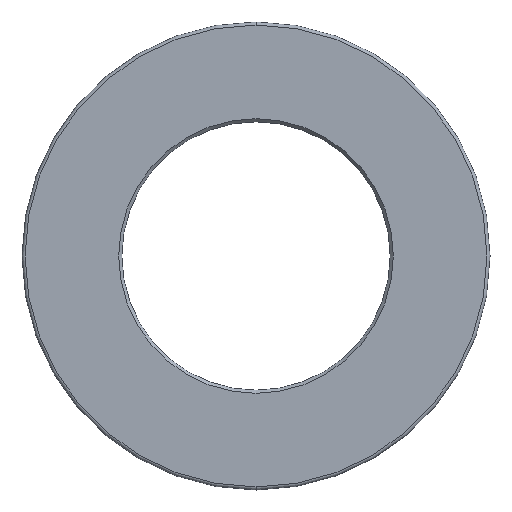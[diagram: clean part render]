
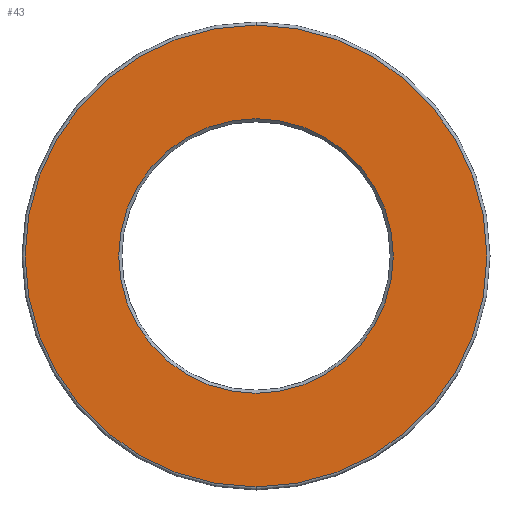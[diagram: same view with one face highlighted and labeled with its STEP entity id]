
A CAD part, front view. The second image highlights one B-rep face of the part: STEP entity #43.
In plain terms, the highlighted planar face has unit normal (0, -1, 0).
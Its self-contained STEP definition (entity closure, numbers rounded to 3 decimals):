
#4 = DIRECTION ( 'NONE',  ( 0., 0., -1. ) ) ;
#15 = DIRECTION ( 'NONE',  ( 0., -1., 0. ) ) ;
#28 = DIRECTION ( 'NONE',  ( 0., 0., -1. ) ) ;
#43 = ADVANCED_FACE ( 'NONE', ( #455, #332 ), #364, .T. ) ;
#45 = CIRCLE ( 'NONE', #103, 14.8 ) ;
#51 = CARTESIAN_POINT ( 'NONE',  ( 0., 0., 0. ) ) ;
#61 = EDGE_CURVE ( 'NONE', #151, #228, #45, .T. ) ;
#62 = AXIS2_PLACEMENT_3D ( 'NONE', #468, #15, #287 ) ;
#65 = EDGE_CURVE ( 'NONE', #284, #203, #460, .T. ) ;
#81 = EDGE_LOOP ( 'NONE', ( #245, #137 ) ) ;
#100 = DIRECTION ( 'NONE',  ( 0., 1., 0. ) ) ;
#103 = AXIS2_PLACEMENT_3D ( 'NONE', #51, #273, #236 ) ;
#137 = ORIENTED_EDGE ( 'NONE', *, *, #65, .T. ) ;
#151 = VERTEX_POINT ( 'NONE', #289 ) ;
#156 = CARTESIAN_POINT ( 'NONE',  ( 0., 0., 0. ) ) ;
#203 = VERTEX_POINT ( 'NONE', #219 ) ;
#219 = CARTESIAN_POINT ( 'NONE',  ( 0., 0., -8.8 ) ) ;
#221 = CARTESIAN_POINT ( 'NONE',  ( 0., 0., -14.8 ) ) ;
#228 = VERTEX_POINT ( 'NONE', #221 ) ;
#229 = ORIENTED_EDGE ( 'NONE', *, *, #310, .T. ) ;
#231 = ORIENTED_EDGE ( 'NONE', *, *, #61, .T. ) ;
#236 = DIRECTION ( 'NONE',  ( 0., 0., -1. ) ) ;
#240 = CIRCLE ( 'NONE', #386, 14.8 ) ;
#245 = ORIENTED_EDGE ( 'NONE', *, *, #285, .T. ) ;
#258 = CARTESIAN_POINT ( 'NONE',  ( 0., 0., 0. ) ) ;
#272 = DIRECTION ( 'NONE',  ( 0., -1., 0. ) ) ;
#273 = DIRECTION ( 'NONE',  ( 0., -1., 0. ) ) ;
#280 = EDGE_LOOP ( 'NONE', ( #229, #231 ) ) ;
#284 = VERTEX_POINT ( 'NONE', #382 ) ;
#285 = EDGE_CURVE ( 'NONE', #203, #284, #355, .T. ) ;
#287 = DIRECTION ( 'NONE',  ( 0., 0., -1. ) ) ;
#289 = CARTESIAN_POINT ( 'NONE',  ( 0., 0., 14.8 ) ) ;
#310 = EDGE_CURVE ( 'NONE', #228, #151, #240, .T. ) ;
#332 = FACE_BOUND ( 'NONE', #81, .T. ) ;
#353 = DIRECTION ( 'NONE',  ( 0., 1., 0. ) ) ;
#355 = CIRCLE ( 'NONE', #403, 8.8 ) ;
#364 = PLANE ( 'NONE',  #62 ) ;
#382 = CARTESIAN_POINT ( 'NONE',  ( 0., 0., 8.8 ) ) ;
#386 = AXIS2_PLACEMENT_3D ( 'NONE', #156, #272, #4 ) ;
#399 = DIRECTION ( 'NONE',  ( 0., 0., -1. ) ) ;
#403 = AXIS2_PLACEMENT_3D ( 'NONE', #258, #353, #28 ) ;
#423 = AXIS2_PLACEMENT_3D ( 'NONE', #467, #100, #399 ) ;
#455 = FACE_OUTER_BOUND ( 'NONE', #280, .T. ) ;
#460 = CIRCLE ( 'NONE', #423, 8.8 ) ;
#467 = CARTESIAN_POINT ( 'NONE',  ( 0., 0., 0. ) ) ;
#468 = CARTESIAN_POINT ( 'NONE',  ( -8.6, 0., 0. ) ) ;
